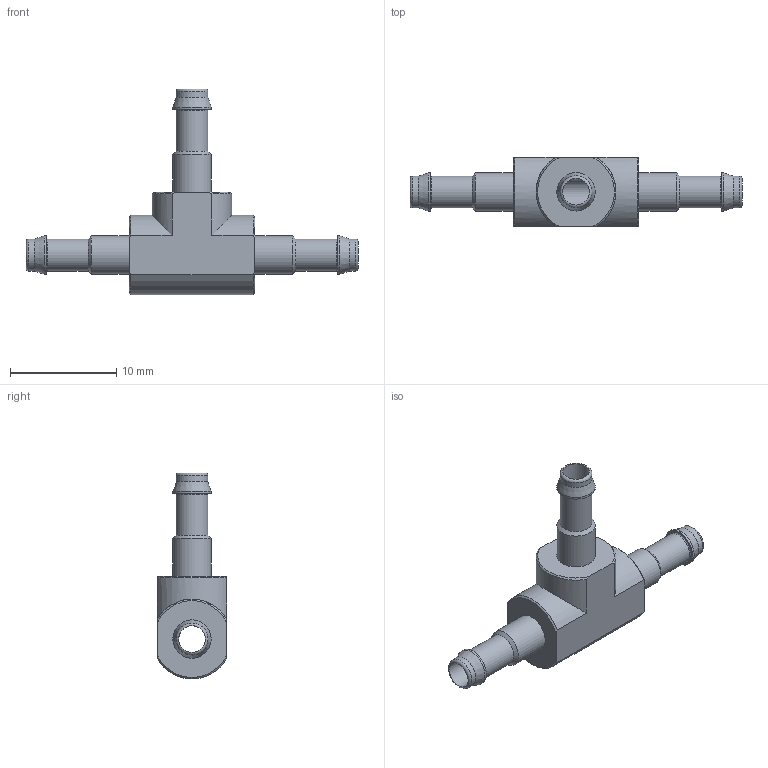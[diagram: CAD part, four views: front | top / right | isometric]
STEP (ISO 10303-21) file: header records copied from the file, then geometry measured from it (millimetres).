
FILE_DESCRIPTION(/* description */ ('STEP AP214'),/* implementation_level */ '2;1');
FILE_NAME(/* name */ '7267_T-PK-3',/* time_stamp */ '2024-09-15T15:39:58+02:00',/* author */ ('License CC BY-ND 4.0'),/* organization */ ('CADENAS'),/* preprocessor_version */ 'ST-DEVELOPER v19.3',/* originating_system */ 'PARTsolutions',/* authorisation */ ' ');
FILE_SCHEMA (('AUTOMOTIVE_DESIGN {1 0 10303 214 3 1 1}'));
Length unit declared in the file: millimetre
Products named in the file (1): 7267 T-PK-3
Bounding box: 31.2 x 6.5 x 19.35 mm (x, y, z)
Volume: 621.1 mm3; surface area: 1060.5 mm2
Topology: 1 solids, 1 shells, 45 faces, 102 edges, 62 vertices
Faces by surface type: cylinder 19, cone 12, plane 8, torus 6
Full cylindrical faces by diameter (mm): 2.5 x2, 3 x6, 3.6 x6
Entity records: 1469 total; most frequent: CARTESIAN_POINT 216, DIRECTION 200, ORIENTED_EDGE 148, AXIS2_PLACEMENT_3D 92, EDGE_LOOP 78, FACE_BOUND 78, EDGE_CURVE 74, VERTEX_POINT 60
